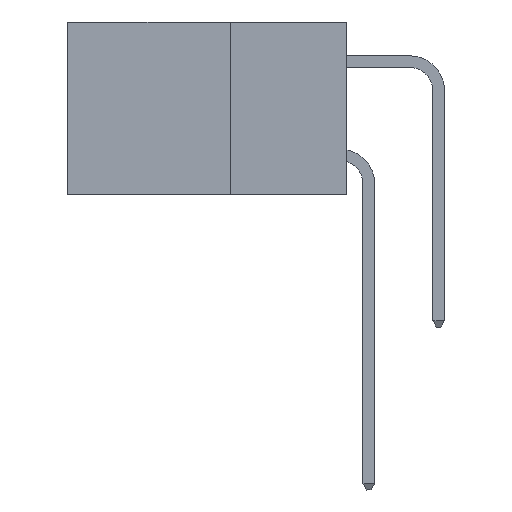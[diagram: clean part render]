
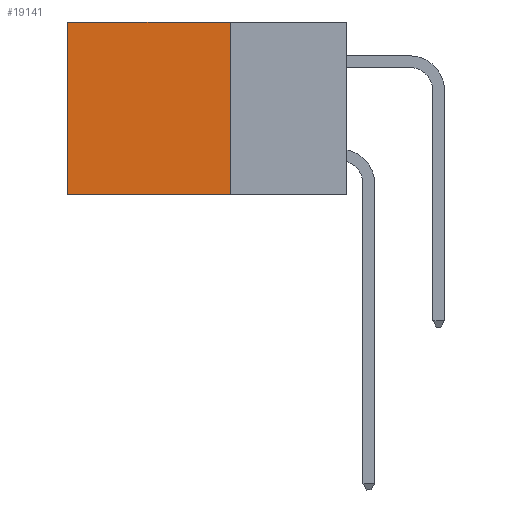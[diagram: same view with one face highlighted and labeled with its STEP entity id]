
A CAD part, left-side view. The second image highlights one B-rep face of the part: STEP entity #19141.
In plain terms, the highlighted planar face has unit normal (-1, 0, 0).
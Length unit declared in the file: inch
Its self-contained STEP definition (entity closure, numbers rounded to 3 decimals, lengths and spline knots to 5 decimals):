
#68 = DIRECTION ( 'NONE',  ( 0., 0., -1. ) ) ;
#118 = EDGE_CURVE ( 'NONE', #7441, #10473, #14728, .T. ) ;
#883 = EDGE_CURVE ( 'NONE', #1934, #3838, #19403, .T. ) ;
#1251 = DIRECTION ( 'NONE',  ( 0., 0., -1. ) ) ;
#1934 = VERTEX_POINT ( 'NONE', #20586 ) ;
#2795 = EDGE_LOOP ( 'NONE', ( #21161, #15680, #21342, #4969 ) ) ;
#3660 = CARTESIAN_POINT ( 'NONE',  ( 0.2875, 0.25, 0. ) ) ;
#3838 = VERTEX_POINT ( 'NONE', #4271 ) ;
#4271 = CARTESIAN_POINT ( 'NONE',  ( 0.2875, 0.6, -0.37 ) ) ;
#4969 = ORIENTED_EDGE ( 'NONE', *, *, #10222, .T. ) ;
#5892 = VECTOR ( 'NONE', #22500, 39.37008 ) ;
#6638 = CARTESIAN_POINT ( 'NONE',  ( 0.2875, 0.6, 0. ) ) ;
#7441 = VERTEX_POINT ( 'NONE', #17153 ) ;
#9526 = VECTOR ( 'NONE', #68, 39.37008 ) ;
#9999 = DIRECTION ( 'NONE',  ( 0., 1., 0. ) ) ;
#10003 = CARTESIAN_POINT ( 'NONE',  ( 0.2875, 0.25, 0. ) ) ;
#10117 = LINE ( 'NONE', #13519, #18937 ) ;
#10222 = EDGE_CURVE ( 'NONE', #7441, #1934, #17466, .T. ) ;
#10344 = AXIS2_PLACEMENT_3D ( 'NONE', #10003, #11754, #1251 ) ;
#10473 = VERTEX_POINT ( 'NONE', #20521 ) ;
#11754 = DIRECTION ( 'NONE',  ( 1., 0., 0. ) ) ;
#13283 = VECTOR ( 'NONE', #9999, 39.37008 ) ;
#13519 = CARTESIAN_POINT ( 'NONE',  ( 0.2875, 0.25, -0.37 ) ) ;
#14728 = LINE ( 'NONE', #3660, #9526 ) ;
#15680 = ORIENTED_EDGE ( 'NONE', *, *, #21068, .F. ) ;
#17089 = DIRECTION ( 'NONE',  ( 0., 1., 0. ) ) ;
#17153 = CARTESIAN_POINT ( 'NONE',  ( 0.2875, 0.25, 0. ) ) ;
#17466 = LINE ( 'NONE', #22325, #13283 ) ;
#18937 = VECTOR ( 'NONE', #17089, 39.37008 ) ;
#19141 = ADVANCED_FACE ( 'NONE', ( #21788 ), #22330, .F. ) ;
#19403 = LINE ( 'NONE', #6638, #5892 ) ;
#20521 = CARTESIAN_POINT ( 'NONE',  ( 0.2875, 0.25, -0.37 ) ) ;
#20586 = CARTESIAN_POINT ( 'NONE',  ( 0.2875, 0.6, 0. ) ) ;
#21068 = EDGE_CURVE ( 'NONE', #10473, #3838, #10117, .T. ) ;
#21161 = ORIENTED_EDGE ( 'NONE', *, *, #883, .T. ) ;
#21342 = ORIENTED_EDGE ( 'NONE', *, *, #118, .F. ) ;
#21788 = FACE_OUTER_BOUND ( 'NONE', #2795, .T. ) ;
#22325 = CARTESIAN_POINT ( 'NONE',  ( 0.2875, 0.25, 0. ) ) ;
#22330 = PLANE ( 'NONE',  #10344 ) ;
#22500 = DIRECTION ( 'NONE',  ( 0., 0., -1. ) ) ;
